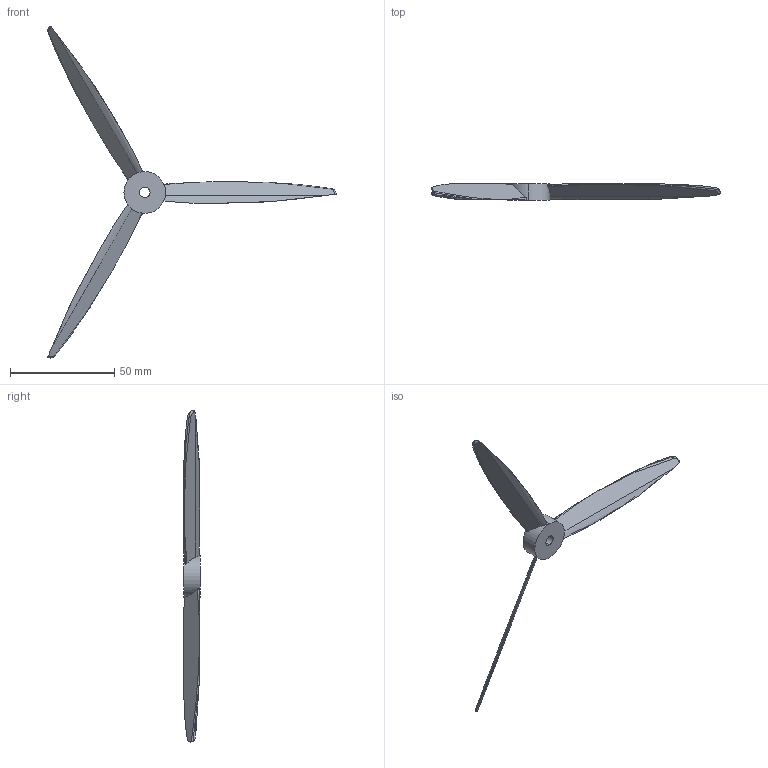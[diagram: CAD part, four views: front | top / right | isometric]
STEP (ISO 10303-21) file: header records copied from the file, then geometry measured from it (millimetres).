
FILE_DESCRIPTION (( 'STEP AP214' ), '1' );
FILE_NAME ('HQ7040¡Á3-ccw.STEP', '2024-04-29T05:56:44', ( '' ), ( '' ), 'SwSTEP 2.0', 'SolidWorks 2022', '' );
FILE_SCHEMA (( 'AUTOMOTIVE_DESIGN' ));
Length unit declared in the file: millimetre
Products named in the file (1): HQ7040×3-ccw
Bounding box: 138.47 x 8 x 159.41 mm (x, y, z)
Volume: 4667.3 mm3; surface area: 6720.6 mm2
Topology: 1 solids, 1 shells, 45 faces, 117 edges, 77 vertices
Faces by surface type: bspline 18, cylinder 13, plane 11, torus 3
Entity records: 1979 total; most frequent: CARTESIAN_POINT 1069, ORIENTED_EDGE 234, EDGE_CURVE 117, DIRECTION 112, VERTEX_POINT 77, B_SPLINE_CURVE_WITH_KNOTS 54, EDGE_LOOP 50, AXIS2_PLACEMENT_3D 48
